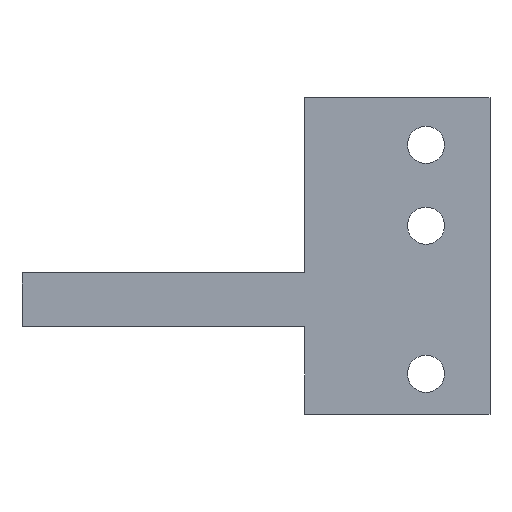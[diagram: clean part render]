
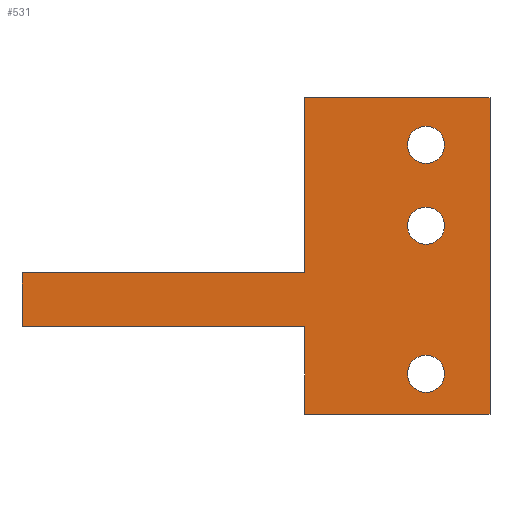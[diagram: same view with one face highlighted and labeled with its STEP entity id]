
A CAD part, front view. The second image highlights one B-rep face of the part: STEP entity #531.
In plain terms, the highlighted planar face has unit normal (0, -1, 0).
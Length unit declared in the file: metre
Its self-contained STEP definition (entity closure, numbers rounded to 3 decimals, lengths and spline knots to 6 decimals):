
#27=CIRCLE('',#582,0.00275);
#28=CIRCLE('',#583,0.00275);
#29=CIRCLE('',#584,0.00275);
#81=ORIENTED_EDGE('',*,*,#212,.F.);
#82=ORIENTED_EDGE('',*,*,#213,.T.);
#83=ORIENTED_EDGE('',*,*,#204,.T.);
#84=ORIENTED_EDGE('',*,*,#211,.F.);
#85=ORIENTED_EDGE('',*,*,#214,.T.);
#86=ORIENTED_EDGE('',*,*,#215,.T.);
#87=ORIENTED_EDGE('',*,*,#192,.F.);
#88=ORIENTED_EDGE('',*,*,#173,.T.);
#89=ORIENTED_EDGE('',*,*,#216,.F.);
#90=ORIENTED_EDGE('',*,*,#217,.F.);
#91=ORIENTED_EDGE('',*,*,#218,.T.);
#173=EDGE_CURVE('',#242,#240,#289,.T.);
#192=EDGE_CURVE('',#242,#257,#303,.T.);
#204=EDGE_CURVE('',#267,#268,#313,.T.);
#211=EDGE_CURVE('',#272,#268,#320,.T.);
#212=EDGE_CURVE('',#273,#240,#321,.T.);
#213=EDGE_CURVE('',#273,#267,#322,.T.);
#214=EDGE_CURVE('',#272,#274,#323,.T.);
#215=EDGE_CURVE('',#274,#257,#324,.T.);
#216=EDGE_CURVE('',#275,#275,#27,.T.);
#217=EDGE_CURVE('',#276,#276,#28,.T.);
#218=EDGE_CURVE('',#277,#277,#29,.T.);
#240=VERTEX_POINT('',#760);
#242=VERTEX_POINT('',#763);
#257=VERTEX_POINT('',#801);
#267=VERTEX_POINT('',#826);
#268=VERTEX_POINT('',#827);
#272=VERTEX_POINT('',#838);
#273=VERTEX_POINT('',#842);
#274=VERTEX_POINT('',#845);
#275=VERTEX_POINT('',#848);
#276=VERTEX_POINT('',#850);
#277=VERTEX_POINT('',#852);
#289=LINE('',#762,#341);
#303=LINE('',#800,#355);
#313=LINE('',#825,#365);
#320=LINE('',#839,#372);
#321=LINE('',#841,#373);
#322=LINE('',#843,#374);
#323=LINE('',#844,#375);
#324=LINE('',#846,#376);
#341=VECTOR('',#616,1.);
#355=VECTOR('',#648,1.);
#365=VECTOR('',#668,1.);
#372=VECTOR('',#677,1.);
#373=VECTOR('',#680,1.);
#374=VECTOR('',#681,1.);
#375=VECTOR('',#682,1.);
#376=VECTOR('',#683,1.);
#408=EDGE_LOOP('',(#81,#82,#83,#84,#85,#86,#87,#88));
#409=EDGE_LOOP('',(#89));
#410=EDGE_LOOP('',(#90));
#411=EDGE_LOOP('',(#91));
#462=FACE_BOUND('',#408,.T.);
#463=FACE_BOUND('',#409,.T.);
#464=FACE_BOUND('',#410,.T.);
#465=FACE_BOUND('',#411,.T.);
#509=PLANE('',#581);
#531=ADVANCED_FACE('',(#462,#463,#464,#465),#509,.T.);
#581=AXIS2_PLACEMENT_3D('',#840,#678,#679);
#582=AXIS2_PLACEMENT_3D('',#847,#684,#685);
#583=AXIS2_PLACEMENT_3D('',#849,#686,#687);
#584=AXIS2_PLACEMENT_3D('',#851,#688,#689);
#616=DIRECTION('',(0.,0.,-1.));
#648=DIRECTION('',(-1.,0.,0.));
#668=DIRECTION('',(-1.,0.,0.));
#677=DIRECTION('',(0.,0.,1.));
#678=DIRECTION('',(0.,-1.,0.));
#679=DIRECTION('',(1.,0.,0.));
#680=DIRECTION('',(-1.,0.,0.));
#681=DIRECTION('',(0.,0.,1.));
#682=DIRECTION('',(-1.,0.,0.));
#683=DIRECTION('',(0.,0.,-1.));
#684=DIRECTION('',(0.,-1.,0.));
#685=DIRECTION('',(1.,0.,0.));
#686=DIRECTION('',(0.,-1.,0.));
#687=DIRECTION('',(1.,0.,0.));
#688=DIRECTION('',(0.,1.,0.));
#689=DIRECTION('',(1.,0.,0.));
#760=CARTESIAN_POINT('',(0.021,-0.021,-0.017));
#762=CARTESIAN_POINT('',(0.021,-0.021,-0.015));
#763=CARTESIAN_POINT('',(0.021,-0.021,-0.004));
#800=CARTESIAN_POINT('',(0.,-0.021,-0.004));
#801=CARTESIAN_POINT('',(-0.021,-0.021,-0.004));
#825=CARTESIAN_POINT('',(0.046,-0.021,0.03));
#826=CARTESIAN_POINT('',(0.0485,-0.021,0.03));
#827=CARTESIAN_POINT('',(0.021,-0.021,0.03));
#838=CARTESIAN_POINT('',(0.021,-0.021,0.004));
#839=CARTESIAN_POINT('',(0.021,-0.021,0.015));
#840=CARTESIAN_POINT('',(0.,-0.021,0.004));
#841=CARTESIAN_POINT('',(0.051,-0.021,-0.017));
#842=CARTESIAN_POINT('',(0.0485,-0.021,-0.017));
#843=CARTESIAN_POINT('',(0.0485,-0.021,0.015));
#844=CARTESIAN_POINT('',(0.,-0.021,0.004));
#845=CARTESIAN_POINT('',(-0.021,-0.021,0.004));
#846=CARTESIAN_POINT('',(-0.021,-0.021,0.004));
#847=CARTESIAN_POINT('',(0.039,-0.021,0.023));
#848=CARTESIAN_POINT('',(0.04175,-0.021,0.023));
#849=CARTESIAN_POINT('',(0.039,-0.021,0.011));
#850=CARTESIAN_POINT('',(0.04175,-0.021,0.011));
#851=CARTESIAN_POINT('',(0.039,-0.021,-0.011));
#852=CARTESIAN_POINT('',(0.04175,-0.021,-0.011));
